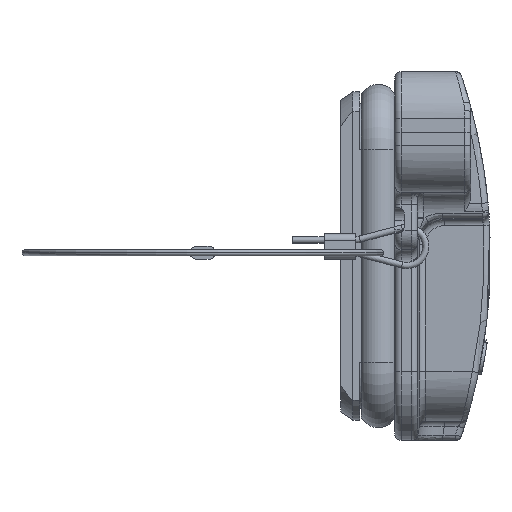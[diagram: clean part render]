
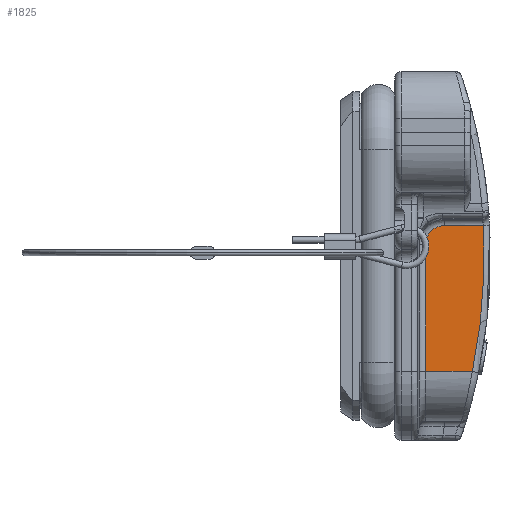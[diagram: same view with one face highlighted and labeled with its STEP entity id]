
A CAD part, left-side view. The second image highlights one B-rep face of the part: STEP entity #1825.
In plain terms, the highlighted planar face has unit normal (-1, 0, -0.018).
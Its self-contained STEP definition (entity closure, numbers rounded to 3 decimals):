
#474=CIRCLE('',#8019,89.027);
#747=PLANE('',#8020);
#1039=LINE('',#12841,#1433);
#1049=LINE('',#13288,#1443);
#1050=LINE('',#13290,#1444);
#1433=VECTOR('',#9377,1.);
#1443=VECTOR('',#9429,1.);
#1444=VECTOR('',#9432,1.);
#1825=ADVANCED_FACE('',(#2429),#747,.F.);
#2429=FACE_OUTER_BOUND('',#2876,.T.);
#2876=EDGE_LOOP('',(#4207,#4208,#4209,#4210,#4211));
#4207=ORIENTED_EDGE('',*,*,#6750,.F.);
#4208=ORIENTED_EDGE('',*,*,#6708,.T.);
#4209=ORIENTED_EDGE('',*,*,#6705,.T.);
#4210=ORIENTED_EDGE('',*,*,#6749,.T.);
#4211=ORIENTED_EDGE('',*,*,#6751,.F.);
#5802=VERTEX_POINT('',#12838);
#5803=VERTEX_POINT('',#12842);
#5805=VERTEX_POINT('',#12859);
#5826=VERTEX_POINT('',#13221);
#5827=VERTEX_POINT('',#13291);
#6705=EDGE_CURVE('',#5803,#5802,#1039,.T.);
#6708=EDGE_CURVE('',#5805,#5803,#7422,.T.);
#6749=EDGE_CURVE('',#5802,#5826,#1049,.T.);
#6750=EDGE_CURVE('',#5805,#5827,#1050,.T.);
#6751=EDGE_CURVE('',#5827,#5826,#474,.T.);
#7422=B_SPLINE_CURVE_WITH_KNOTS('',3,(#12853,#12854,#12855,#12856,#12857,
#12858),.UNSPECIFIED.,.F.,.F.,(4,2,4),(0.,0.5,1.),.UNSPECIFIED.);
#8019=AXIS2_PLACEMENT_3D('',#13292,#9433,#9434);
#8020=AXIS2_PLACEMENT_3D('',#13293,#9435,#9436);
#9377=DIRECTION('',(0.017,0.,-1.));
#9429=DIRECTION('',(0.,-1.,0.));
#9432=DIRECTION('',(0.,-1.,0.));
#9433=DIRECTION('',(1.,0.,0.017));
#9434=DIRECTION('',(-0.001,-0.999,0.054));
#9435=DIRECTION('',(1.,0.,0.017));
#9436=DIRECTION('',(0.,1.,0.));
#12838=CARTESIAN_POINT('',(-51.283,95.153,-18.14));
#12841=CARTESIAN_POINT('',(-51.631,95.153,1.817));
#12842=CARTESIAN_POINT('',(-51.631,95.153,1.817));
#12853=CARTESIAN_POINT('',(-51.683,92.194,4.775));
#12854=CARTESIAN_POINT('',(-51.683,92.975,4.77));
#12855=CARTESIAN_POINT('',(-51.677,93.739,4.464));
#12856=CARTESIAN_POINT('',(-51.658,94.84,3.364));
#12857=CARTESIAN_POINT('',(-51.645,95.147,2.6));
#12858=CARTESIAN_POINT('',(-51.631,95.153,1.817));
#12859=CARTESIAN_POINT('',(-51.683,92.194,4.775));
#13221=CARTESIAN_POINT('',(-51.283,87.785,-18.14));
#13288=CARTESIAN_POINT('',(-51.283,95.153,-18.14));
#13290=CARTESIAN_POINT('',(-51.683,92.194,4.775));
#13291=CARTESIAN_POINT('',(-51.683,86.049,4.775));
#13292=CARTESIAN_POINT('',(-51.599,174.947,-0.017));
#13293=CARTESIAN_POINT('',(-51.483,90.529,-6.682));
